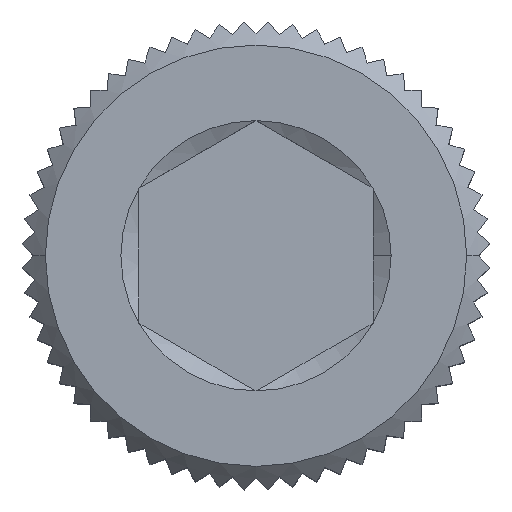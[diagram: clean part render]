
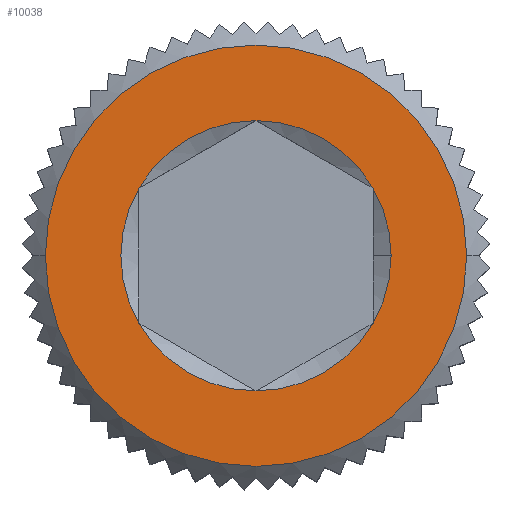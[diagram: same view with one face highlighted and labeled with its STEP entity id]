
A CAD part, top view. The second image highlights one B-rep face of the part: STEP entity #10038.
In plain terms, the highlighted planar face has unit normal (0, 0, 1).
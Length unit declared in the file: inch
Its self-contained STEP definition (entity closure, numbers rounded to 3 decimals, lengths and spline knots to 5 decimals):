
#44 = VERTEX_POINT ( 'NONE', #9715 ) ;
#137 = CIRCLE ( 'NONE', #6822, 0.09021 ) ;
#255 = CARTESIAN_POINT ( 'NONE',  ( 0., 0., 0.31375 ) ) ;
#266 = EDGE_LOOP ( 'NONE', ( #6579, #4603, #9703, #9385, #5946, #1725, #4721 ) ) ;
#301 = DIRECTION ( 'NONE',  ( 0., 0., 1. ) ) ;
#352 = DIRECTION ( 'NONE',  ( 1., 0., 0. ) ) ;
#548 = DIRECTION ( 'NONE',  ( 0., 0., 1. ) ) ;
#602 = DIRECTION ( 'NONE',  ( 1., 0., 0. ) ) ;
#1069 = CARTESIAN_POINT ( 'NONE',  ( 0., 0., 0.31375 ) ) ;
#1450 = DIRECTION ( 'NONE',  ( 1., 0., 0. ) ) ;
#1533 = DIRECTION ( 'NONE',  ( 1., 0., 0. ) ) ;
#1725 = ORIENTED_EDGE ( 'NONE', *, *, #8921, .F. ) ;
#1737 = EDGE_LOOP ( 'NONE', ( #2809, #7927 ) ) ;
#1753 = CARTESIAN_POINT ( 'NONE',  ( 0., -0.09021, 0.31375 ) ) ;
#2044 = CIRCLE ( 'NONE', #4123, 0.14063 ) ;
#2152 = CIRCLE ( 'NONE', #3722, 0.14063 ) ;
#2240 = DIRECTION ( 'NONE',  ( 0., 0., 1. ) ) ;
#2357 = CARTESIAN_POINT ( 'NONE',  ( 0., 0., 0.31375 ) ) ;
#2364 = DIRECTION ( 'NONE',  ( 0., 0., 1. ) ) ;
#2417 = CIRCLE ( 'NONE', #10393, 0.09021 ) ;
#2425 = DIRECTION ( 'NONE',  ( 0., 0., 1. ) ) ;
#2809 = ORIENTED_EDGE ( 'NONE', *, *, #6705, .T. ) ;
#3379 = CARTESIAN_POINT ( 'NONE',  ( 0., 0.15625, 0.31375 ) ) ;
#3722 = AXIS2_PLACEMENT_3D ( 'NONE', #8965, #301, #3755 ) ;
#3755 = DIRECTION ( 'NONE',  ( 1., 0., 0. ) ) ;
#3813 = CIRCLE ( 'NONE', #7611, 0.09021 ) ;
#3930 = CARTESIAN_POINT ( 'NONE',  ( 0., 0., 0.31375 ) ) ;
#4123 = AXIS2_PLACEMENT_3D ( 'NONE', #9160, #5798, #602 ) ;
#4219 = CIRCLE ( 'NONE', #7283, 0.09021 ) ;
#4317 = EDGE_CURVE ( 'NONE', #6410, #6017, #2152, .T. ) ;
#4549 = CARTESIAN_POINT ( 'NONE',  ( 0.09021, 0., 0.31375 ) ) ;
#4603 = ORIENTED_EDGE ( 'NONE', *, *, #6230, .F. ) ;
#4721 = ORIENTED_EDGE ( 'NONE', *, *, #5980, .F. ) ;
#4792 = AXIS2_PLACEMENT_3D ( 'NONE', #3930, #2240, #10008 ) ;
#4837 = FACE_BOUND ( 'NONE', #266, .T. ) ;
#4888 = CARTESIAN_POINT ( 'NONE',  ( -0.07812, 0.04511, 0.31375 ) ) ;
#5273 = CARTESIAN_POINT ( 'NONE',  ( 0.14063, 0., 0.31375 ) ) ;
#5279 = VERTEX_POINT ( 'NONE', #4549 ) ;
#5287 = CARTESIAN_POINT ( 'NONE',  ( -0.14063, 0., 0.31375 ) ) ;
#5739 = CARTESIAN_POINT ( 'NONE',  ( 0., 0., 0.31375 ) ) ;
#5798 = DIRECTION ( 'NONE',  ( 0., 0., 1. ) ) ;
#5946 = ORIENTED_EDGE ( 'NONE', *, *, #9043, .F. ) ;
#5980 = EDGE_CURVE ( 'NONE', #8325, #6648, #4219, .T. ) ;
#6017 = VERTEX_POINT ( 'NONE', #5287 ) ;
#6230 = EDGE_CURVE ( 'NONE', #5279, #44, #6679, .T. ) ;
#6241 = DIRECTION ( 'NONE',  ( 0., 0., 1. ) ) ;
#6266 = AXIS2_PLACEMENT_3D ( 'NONE', #3379, #2364, #7669 ) ;
#6302 = DIRECTION ( 'NONE',  ( 0., 0., 1. ) ) ;
#6373 = VERTEX_POINT ( 'NONE', #11279 ) ;
#6410 = VERTEX_POINT ( 'NONE', #5273 ) ;
#6579 = ORIENTED_EDGE ( 'NONE', *, *, #7762, .F. ) ;
#6619 = FACE_OUTER_BOUND ( 'NONE', #1737, .T. ) ;
#6648 = VERTEX_POINT ( 'NONE', #4888 ) ;
#6679 = CIRCLE ( 'NONE', #9588, 0.09021 ) ;
#6705 = EDGE_CURVE ( 'NONE', #6017, #6410, #2044, .T. ) ;
#6822 = AXIS2_PLACEMENT_3D ( 'NONE', #9904, #10769, #352 ) ;
#6974 = EDGE_CURVE ( 'NONE', #10250, #7329, #3813, .T. ) ;
#7283 = AXIS2_PLACEMENT_3D ( 'NONE', #1069, #6241, #8823 ) ;
#7329 = VERTEX_POINT ( 'NONE', #8413 ) ;
#7611 = AXIS2_PLACEMENT_3D ( 'NONE', #255, #6302, #8914 ) ;
#7669 = DIRECTION ( 'NONE',  ( 1., 0., 0. ) ) ;
#7762 = EDGE_CURVE ( 'NONE', #44, #8325, #137, .T. ) ;
#7927 = ORIENTED_EDGE ( 'NONE', *, *, #4317, .T. ) ;
#8325 = VERTEX_POINT ( 'NONE', #9373 ) ;
#8413 = CARTESIAN_POINT ( 'NONE',  ( 0.07813, -0.04511, 0.31375 ) ) ;
#8814 = CIRCLE ( 'NONE', #8875, 0.09021 ) ;
#8823 = DIRECTION ( 'NONE',  ( 1., 0., 0. ) ) ;
#8875 = AXIS2_PLACEMENT_3D ( 'NONE', #2357, #9392, #1533 ) ;
#8908 = EDGE_CURVE ( 'NONE', #7329, #5279, #2417, .T. ) ;
#8914 = DIRECTION ( 'NONE',  ( 1., 0., 0. ) ) ;
#8921 = EDGE_CURVE ( 'NONE', #6648, #6373, #9918, .T. ) ;
#8965 = CARTESIAN_POINT ( 'NONE',  ( 0., 0., 0.31375 ) ) ;
#9043 = EDGE_CURVE ( 'NONE', #6373, #10250, #8814, .T. ) ;
#9160 = CARTESIAN_POINT ( 'NONE',  ( 0., 0., 0.31375 ) ) ;
#9373 = CARTESIAN_POINT ( 'NONE',  ( 0., 0.09021, 0.31375 ) ) ;
#9385 = ORIENTED_EDGE ( 'NONE', *, *, #6974, .F. ) ;
#9392 = DIRECTION ( 'NONE',  ( 0., 0., 1. ) ) ;
#9422 = CARTESIAN_POINT ( 'NONE',  ( 0., 0., 0.31375 ) ) ;
#9588 = AXIS2_PLACEMENT_3D ( 'NONE', #9422, #2425, #11016 ) ;
#9703 = ORIENTED_EDGE ( 'NONE', *, *, #8908, .F. ) ;
#9715 = CARTESIAN_POINT ( 'NONE',  ( 0.07813, 0.04511, 0.31375 ) ) ;
#9904 = CARTESIAN_POINT ( 'NONE',  ( 0., 0., 0.31375 ) ) ;
#9918 = CIRCLE ( 'NONE', #4792, 0.09021 ) ;
#10008 = DIRECTION ( 'NONE',  ( 1., 0., 0. ) ) ;
#10038 = ADVANCED_FACE ( 'NONE', ( #6619, #4837 ), #11176, .T. ) ;
#10250 = VERTEX_POINT ( 'NONE', #1753 ) ;
#10393 = AXIS2_PLACEMENT_3D ( 'NONE', #5739, #548, #1450 ) ;
#10769 = DIRECTION ( 'NONE',  ( 0., 0., 1. ) ) ;
#11016 = DIRECTION ( 'NONE',  ( 1., 0., 0. ) ) ;
#11176 = PLANE ( 'NONE',  #6266 ) ;
#11279 = CARTESIAN_POINT ( 'NONE',  ( -0.07812, -0.04511, 0.31375 ) ) ;
